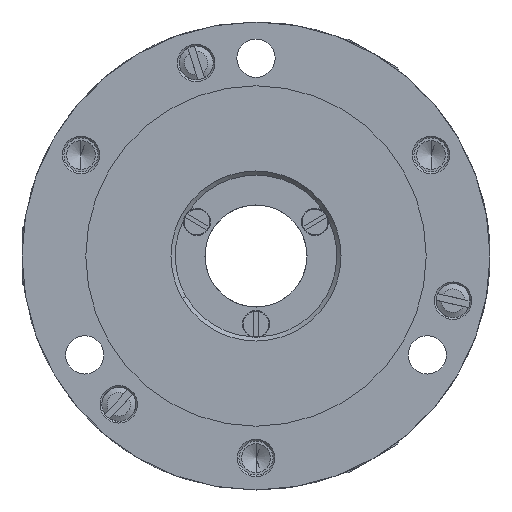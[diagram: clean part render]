
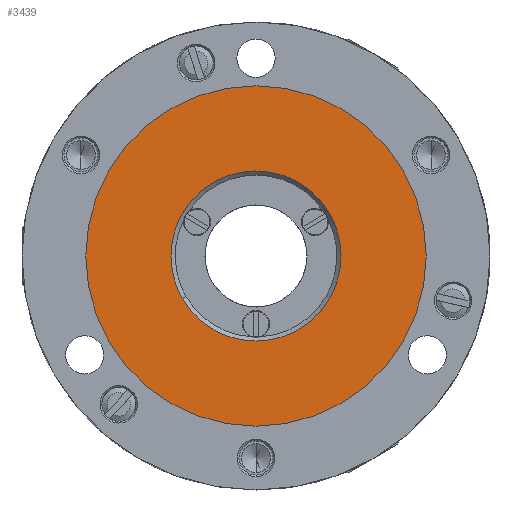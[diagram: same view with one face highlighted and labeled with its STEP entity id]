
A CAD part, left-side view. The second image highlights one B-rep face of the part: STEP entity #3439.
In plain terms, the highlighted planar face has unit normal (-1, 0, 0).
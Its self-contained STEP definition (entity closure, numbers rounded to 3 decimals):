
#26 = ORIENTED_EDGE ( 'NONE', *, *, #10274, .T. ) ;
#432 = ORIENTED_EDGE ( 'NONE', *, *, #2528, .F. ) ;
#892 = CARTESIAN_POINT ( 'NONE',  ( -53.5, -17.321, 10. ) ) ;
#966 = EDGE_LOOP ( 'NONE', ( #16408, #26 ) ) ;
#969 = CARTESIAN_POINT ( 'NONE',  ( -53.5, 17.321, -10. ) ) ;
#1257 = CARTESIAN_POINT ( 'NONE',  ( -53.5, 0., 0. ) ) ;
#1472 = VERTEX_POINT ( 'NONE', #969 ) ;
#1894 = CARTESIAN_POINT ( 'NONE',  ( -53.5, 0., 0. ) ) ;
#2339 = DIRECTION ( 'NONE',  ( 1., 0., 0. ) ) ;
#2510 = CIRCLE ( 'NONE', #11941, 40. ) ;
#2528 = EDGE_CURVE ( 'NONE', #5675, #8277, #7473, .T. ) ;
#2601 = DIRECTION ( 'NONE',  ( 0., 0.866, -0.5 ) ) ;
#3226 = FACE_BOUND ( 'NONE', #966, .T. ) ;
#3247 = DIRECTION ( 'NONE',  ( 0., 0.866, -0.5 ) ) ;
#3433 = AXIS2_PLACEMENT_3D ( 'NONE', #16383, #13792, #5698 ) ;
#3439 = ADVANCED_FACE ( 'NONE', ( #3226, #13998 ), #4332, .T. ) ;
#4259 = AXIS2_PLACEMENT_3D ( 'NONE', #1894, #11346, #3247 ) ;
#4332 = PLANE ( 'NONE',  #3433 ) ;
#5628 = EDGE_CURVE ( 'NONE', #8277, #5675, #2510, .T. ) ;
#5675 = VERTEX_POINT ( 'NONE', #13238 ) ;
#5698 = DIRECTION ( 'NONE',  ( 0., -0.866, 0.5 ) ) ;
#6171 = DIRECTION ( 'NONE',  ( 1., 0., 0. ) ) ;
#7473 = CIRCLE ( 'NONE', #8369, 40. ) ;
#7671 = CIRCLE ( 'NONE', #4259, 20. ) ;
#8277 = VERTEX_POINT ( 'NONE', #10232 ) ;
#8369 = AXIS2_PLACEMENT_3D ( 'NONE', #14256, #6171, #15625 ) ;
#10232 = CARTESIAN_POINT ( 'NONE',  ( -53.5, 0., 40. ) ) ;
#10274 = EDGE_CURVE ( 'NONE', #1472, #11803, #15551, .T. ) ;
#10442 = CARTESIAN_POINT ( 'NONE',  ( -53.5, 0., 0. ) ) ;
#10703 = DIRECTION ( 'NONE',  ( 1., 0., 0. ) ) ;
#11197 = EDGE_LOOP ( 'NONE', ( #432, #11320 ) ) ;
#11320 = ORIENTED_EDGE ( 'NONE', *, *, #5628, .F. ) ;
#11346 = DIRECTION ( 'NONE',  ( 1., 0., 0. ) ) ;
#11783 = DIRECTION ( 'NONE',  ( 0., 0.866, -0.5 ) ) ;
#11803 = VERTEX_POINT ( 'NONE', #892 ) ;
#11941 = AXIS2_PLACEMENT_3D ( 'NONE', #10442, #2339, #11783 ) ;
#13238 = CARTESIAN_POINT ( 'NONE',  ( -53.5, 0., -40. ) ) ;
#13792 = DIRECTION ( 'NONE',  ( -1., 0., 0. ) ) ;
#13998 = FACE_OUTER_BOUND ( 'NONE', #11197, .T. ) ;
#14128 = EDGE_CURVE ( 'NONE', #11803, #1472, #7671, .T. ) ;
#14256 = CARTESIAN_POINT ( 'NONE',  ( -53.5, 0., 0. ) ) ;
#14491 = AXIS2_PLACEMENT_3D ( 'NONE', #1257, #10703, #2601 ) ;
#15551 = CIRCLE ( 'NONE', #14491, 20. ) ;
#15625 = DIRECTION ( 'NONE',  ( 0., 0.866, -0.5 ) ) ;
#16383 = CARTESIAN_POINT ( 'NONE',  ( -53.5, 20., 34.641 ) ) ;
#16408 = ORIENTED_EDGE ( 'NONE', *, *, #14128, .T. ) ;
